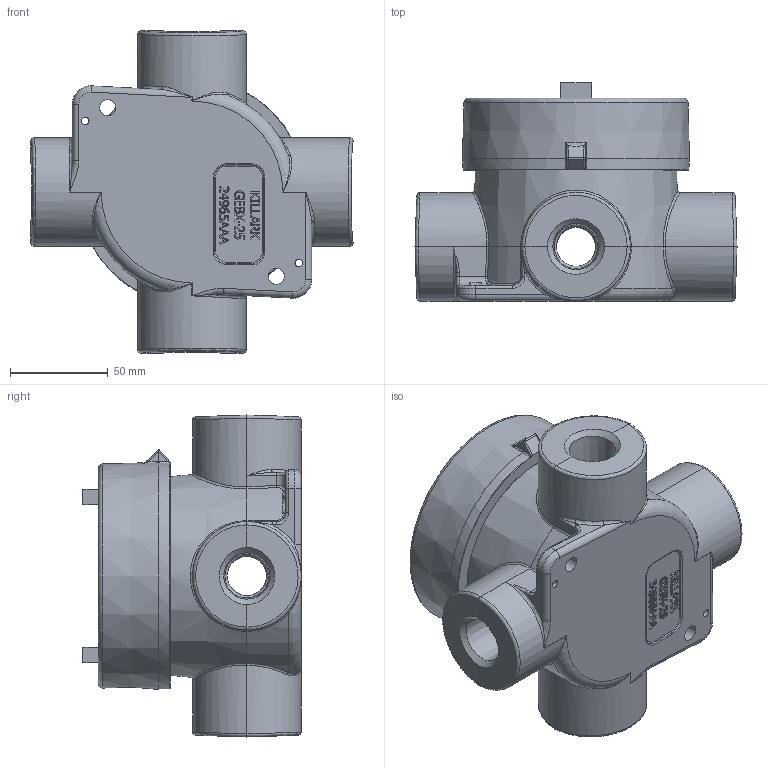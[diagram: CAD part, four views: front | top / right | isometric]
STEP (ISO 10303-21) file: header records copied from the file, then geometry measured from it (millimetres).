
FILE_DESCRIPTION(/* description */ (''),/* implementation_level */ '2;1');
FILE_NAME(/* name */ 'GEBX-25.stp',/* time_stamp */ '2021-02-26T22:26:45+06:00',/* author */ ('lsugumaran'),/* organization */ (''),/* preprocessor_version */ 'ST-DEVELOPER v18',/* originating_system */ 'Autodesk Inventor 2020',/* authorisation */ '');
FILE_SCHEMA (('AUTOMOTIVE_DESIGN { 1 0 10303 214 3 1 1 }'));
Length unit declared in the file: inch
Products named in the file (3): GEBX-2; 24965; 21147-override
Assembly tree (2 placements, depth 2):
  GEBX-2
    24965
    21147-override
Bounding box: 165.1 x 111.89 x 165.1 mm (x, y, z)
Volume: 714163 mm3; surface area: 143996.3 mm2
Topology: 2 solids, 2 shells, 918 faces, 2402 edges, 1515 vertices
Faces by surface type: plane 418, bspline 321, cylinder 98, torus 52, cone 19, sphere 10
Full cylindrical faces by diameter (mm): 3.886 x2, 8.153 x2, 20.117 x3, 39.573 x1, 97.104 x1, 102.743 x1
Entity records: 61330 total; most frequent: CARTESIAN_POINT 40634, ORIENTED_EDGE 4766, DIRECTION 3391, EDGE_CURVE 2383, VERTEX_POINT 1518, LINE 1319, VECTOR 1319, AXIS2_PLACEMENT_3D 1036
